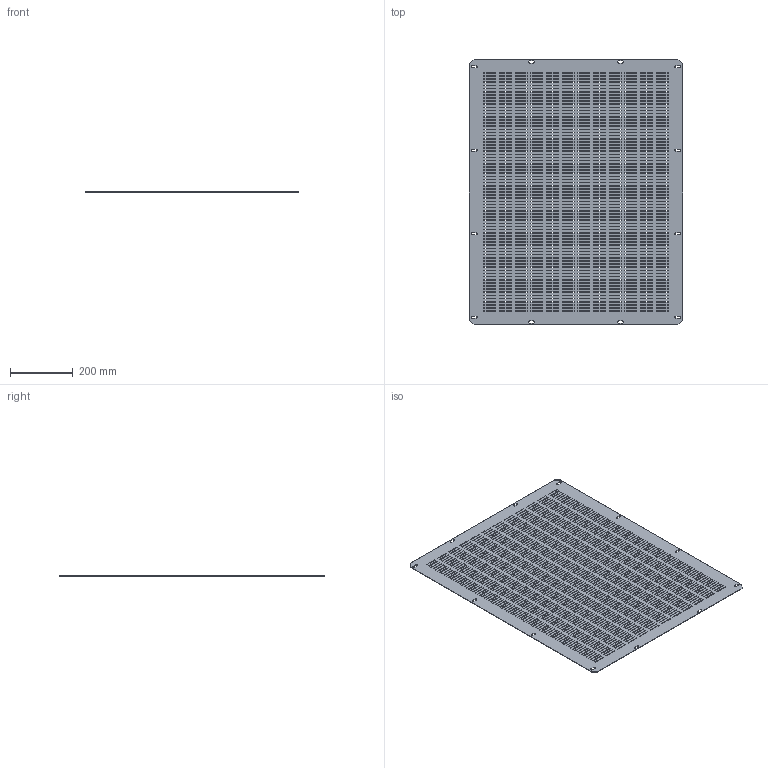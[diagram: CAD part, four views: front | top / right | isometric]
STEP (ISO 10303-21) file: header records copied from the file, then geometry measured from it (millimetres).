
FILE_DESCRIPTION (( 'STEP AP214' ), '1' );
FILE_NAME ('FO-00-FBV-100-080 FORMAT Ôëàíåö îñíîâàíèÿ âåíòèëèðóåìûé â øêàô 1000õ800 IEK.STEP', '2024-06-24T12:28:28', ( '' ), ( '' ), 'SwSTEP 2.0', 'SolidWorks 2022', '' );
FILE_SCHEMA (( 'AUTOMOTIVE_DESIGN' ));
Length unit declared in the file: millimetre
Products named in the file (1): FO-00-FBV-100-080 FORMAT Фланец основания вентилируемый в шкаф 1000х800 IEK
Bounding box: 680 x 848 x 1.5 mm (x, y, z)
Volume: 758130.3 mm3; surface area: 1125693.5 mm2
Topology: 1 solids, 1 shells, 3766 faces, 11292 edges, 7528 vertices
Faces by surface type: plane 3730, cylinder 36
Entity records: 128086 total; most frequent: CARTESIAN_POINT 22587, ORIENTED_EDGE 22584, DIRECTION 18898, EDGE_CURVE 11292, VECTOR 11220, LINE 11220, VERTEX_POINT 7528, EDGE_LOOP 5638
